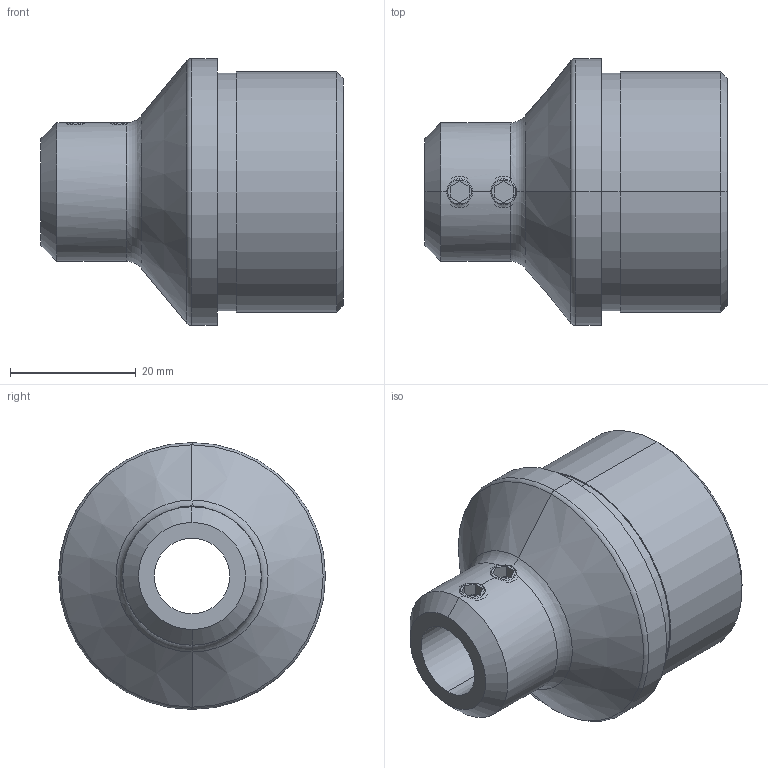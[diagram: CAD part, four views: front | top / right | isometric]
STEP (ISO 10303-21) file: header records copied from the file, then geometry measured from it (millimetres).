
FILE_DESCRIPTION (( 'STEP AP214' ), '1' );
FILE_NAME ('A_5739-242.STEP', '2022-04-22T08:56:29', ( '' ), ( '' ), 'SwSTEP 2.0', 'SolidWorks 2019', '' );
FILE_SCHEMA (( 'AUTOMOTIVE_DESIGN' ));
Length unit declared in the file: millimetre
Products named in the file (3): Skrutka DIN 913_SKRUTKA M 5X 5; A_5739-242.P1; A_5739-242
Assembly tree (3 placements, depth 2):
  A_5739-242
    A_5739-242.P1
    Skrutka DIN 913_SKRUTKA M 5X 5  x2
Bounding box: 48 x 42.4 x 42.4 mm (x, y, z)
Volume: 22151.7 mm3; surface area: 13992.4 mm2
Topology: 3 solids, 3 shells, 89 faces, 227 edges, 145 vertices
Faces by surface type: plane 36, cylinder 23, cone 18, torus 12
Entity records: 2843 total; most frequent: CARTESIAN_POINT 846, ORIENTED_EDGE 390, DIRECTION 383, EDGE_CURVE 195, AXIS2_PLACEMENT_3D 154, VERTEX_POINT 125, EDGE_LOOP 80, VECTOR 75
